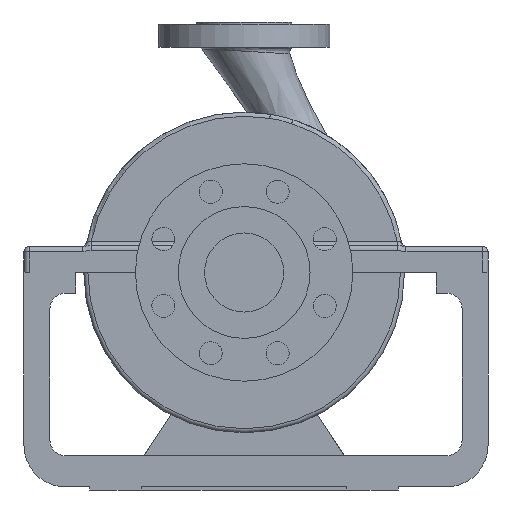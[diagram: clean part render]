
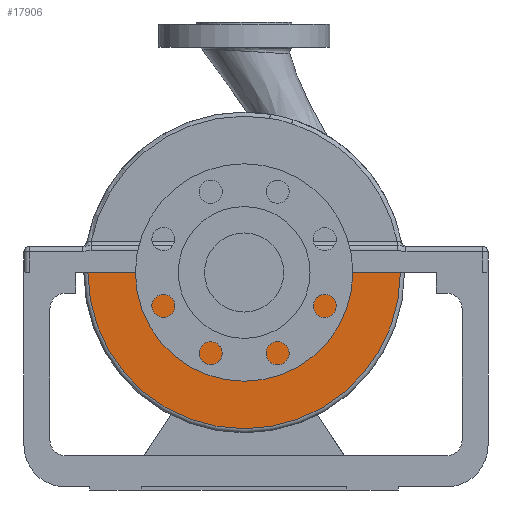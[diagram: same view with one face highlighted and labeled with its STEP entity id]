
A CAD part, front view. The second image highlights one B-rep face of the part: STEP entity #17906.
In plain terms, the highlighted planar face has unit normal (0, -1, 0).
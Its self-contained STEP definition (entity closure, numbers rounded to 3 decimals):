
#1198=CIRCLE('',#18773,150.5);
#1199=CIRCLE('',#18774,70.918);
#1754=ORIENTED_EDGE('',*,*,#5558,.T.);
#1755=ORIENTED_EDGE('',*,*,#5495,.F.);
#1756=ORIENTED_EDGE('',*,*,#5559,.T.);
#1757=ORIENTED_EDGE('',*,*,#5505,.F.);
#5495=EDGE_CURVE('',#7398,#7399,#8558,.T.);
#5505=EDGE_CURVE('',#7408,#7409,#8564,.T.);
#5558=EDGE_CURVE('',#7408,#7399,#1198,.T.);
#5559=EDGE_CURVE('',#7398,#7409,#1199,.F.);
#7398=VERTEX_POINT('',#23368);
#7399=VERTEX_POINT('',#23370);
#7408=VERTEX_POINT('',#23389);
#7409=VERTEX_POINT('',#23391);
#8558=LINE('',#23369,#9343);
#8564=LINE('',#23390,#9349);
#9343=VECTOR('',#20009,1000.);
#9349=VECTOR('',#20025,1000.);
#10168=EDGE_LOOP('',(#1754,#1755,#1756,#1757));
#11086=FACE_BOUND('',#10168,.T.);
#11966=PLANE('',#18772);
#17906=ADVANCED_FACE('',(#11086),#11966,.T.);
#18772=AXIS2_PLACEMENT_3D('',#23603,#20131,#20132);
#18773=AXIS2_PLACEMENT_3D('',#23604,#20133,#20134);
#18774=AXIS2_PLACEMENT_3D('',#23605,#20135,#20136);
#20009=DIRECTION('',(1.,0.,0.));
#20025=DIRECTION('',(1.,0.,0.));
#20131=DIRECTION('',(0.,-1.,0.));
#20132=DIRECTION('',(1.,0.,0.));
#20133=DIRECTION('',(0.,-1.,0.));
#20134=DIRECTION('',(1.,0.,0.));
#20135=DIRECTION('',(0.,-1.,0.));
#20136=DIRECTION('',(1.,0.,0.));
#23368=CARTESIAN_POINT('',(70.918,-33.5,0.));
#23369=CARTESIAN_POINT('',(0.,-33.5,0.));
#23370=CARTESIAN_POINT('',(150.5,-33.5,0.));
#23389=CARTESIAN_POINT('',(-150.5,-33.5,0.));
#23390=CARTESIAN_POINT('',(0.,-33.5,0.));
#23391=CARTESIAN_POINT('',(-70.918,-33.5,0.));
#23603=CARTESIAN_POINT('',(0.,-33.5,67.417));
#23604=CARTESIAN_POINT('',(0.,-33.5,0.));
#23605=CARTESIAN_POINT('',(0.,-33.5,0.));
